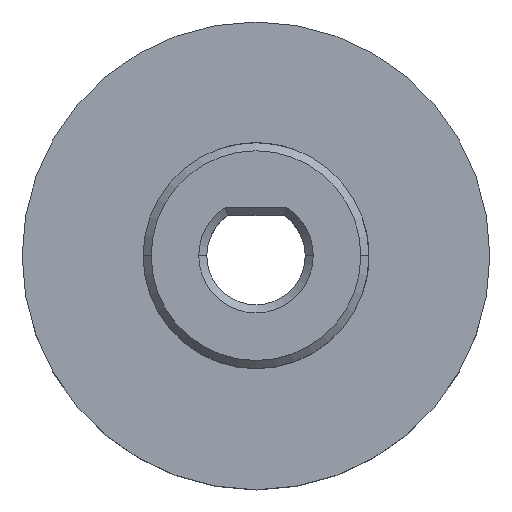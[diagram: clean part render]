
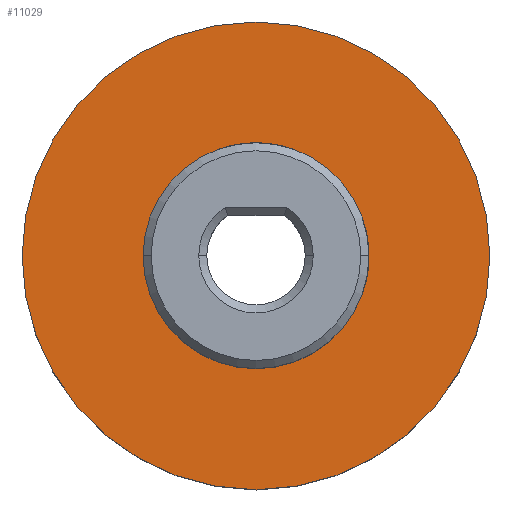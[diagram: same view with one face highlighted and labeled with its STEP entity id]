
A CAD part, top view. The second image highlights one B-rep face of the part: STEP entity #11029.
In plain terms, the highlighted planar face has unit normal (0, 0, 1).
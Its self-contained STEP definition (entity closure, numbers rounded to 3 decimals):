
#340 = CIRCLE ( 'NONE', #2705, 7. ) ;
#597 = EDGE_LOOP ( 'NONE', ( #1644, #675 ) ) ;
#675 = ORIENTED_EDGE ( 'NONE', *, *, #2437, .T. ) ;
#1326 = CIRCLE ( 'NONE', #5479, 7. ) ;
#1527 = ORIENTED_EDGE ( 'NONE', *, *, #2559, .F. ) ;
#1644 = ORIENTED_EDGE ( 'NONE', *, *, #2359, .T. ) ;
#2127 = PLANE ( 'NONE',  #11413 ) ;
#2359 = EDGE_CURVE ( 'NONE', #7773, #4254, #11281, .T. ) ;
#2437 = EDGE_CURVE ( 'NONE', #4254, #7773, #3812, .T. ) ;
#2559 = EDGE_CURVE ( 'NONE', #4777, #11565, #340, .T. ) ;
#2705 = AXIS2_PLACEMENT_3D ( 'NONE', #6233, #3323, #4560 ) ;
#2871 = CARTESIAN_POINT ( 'NONE',  ( 0., 0., 8. ) ) ;
#3323 = DIRECTION ( 'NONE',  ( 0., 0., 1. ) ) ;
#3812 = CIRCLE ( 'NONE', #10687, 14.5 ) ;
#4196 = CARTESIAN_POINT ( 'NONE',  ( 0., 0., 8. ) ) ;
#4254 = VERTEX_POINT ( 'NONE', #5179 ) ;
#4423 = CARTESIAN_POINT ( 'NONE',  ( 0., 0., 8. ) ) ;
#4560 = DIRECTION ( 'NONE',  ( 1., 0., 0. ) ) ;
#4777 = VERTEX_POINT ( 'NONE', #11242 ) ;
#4888 = DIRECTION ( 'NONE',  ( 1., 0., 0. ) ) ;
#4916 = DIRECTION ( 'NONE',  ( 0., 0., 1. ) ) ;
#4944 = EDGE_LOOP ( 'NONE', ( #9105, #1527 ) ) ;
#5179 = CARTESIAN_POINT ( 'NONE',  ( 14.5, 0., 8. ) ) ;
#5479 = AXIS2_PLACEMENT_3D ( 'NONE', #4423, #9037, #11005 ) ;
#5907 = DIRECTION ( 'NONE',  ( 1., 0., 0. ) ) ;
#6229 = CARTESIAN_POINT ( 'NONE',  ( -7., 0., 8. ) ) ;
#6233 = CARTESIAN_POINT ( 'NONE',  ( 0., 0., 8. ) ) ;
#6577 = FACE_BOUND ( 'NONE', #4944, .T. ) ;
#6920 = DIRECTION ( 'NONE',  ( 0., 0., 1. ) ) ;
#6985 = EDGE_CURVE ( 'NONE', #11565, #4777, #1326, .T. ) ;
#7623 = CARTESIAN_POINT ( 'NONE',  ( -14.5, 0., 8. ) ) ;
#7773 = VERTEX_POINT ( 'NONE', #7623 ) ;
#7954 = DIRECTION ( 'NONE',  ( 1., 0., 0. ) ) ;
#9037 = DIRECTION ( 'NONE',  ( 0., 0., 1. ) ) ;
#9105 = ORIENTED_EDGE ( 'NONE', *, *, #6985, .F. ) ;
#10301 = AXIS2_PLACEMENT_3D ( 'NONE', #10719, #6920, #4888 ) ;
#10452 = FACE_OUTER_BOUND ( 'NONE', #597, .T. ) ;
#10553 = DIRECTION ( 'NONE',  ( 0., 0., 1. ) ) ;
#10687 = AXIS2_PLACEMENT_3D ( 'NONE', #4196, #10553, #7954 ) ;
#10719 = CARTESIAN_POINT ( 'NONE',  ( 0., 0., 8. ) ) ;
#11005 = DIRECTION ( 'NONE',  ( 1., 0., 0. ) ) ;
#11029 = ADVANCED_FACE ( 'NONE', ( #10452, #6577 ), #2127, .T. ) ;
#11242 = CARTESIAN_POINT ( 'NONE',  ( 7., 0., 8. ) ) ;
#11281 = CIRCLE ( 'NONE', #10301, 14.5 ) ;
#11413 = AXIS2_PLACEMENT_3D ( 'NONE', #2871, #4916, #5907 ) ;
#11565 = VERTEX_POINT ( 'NONE', #6229 ) ;
